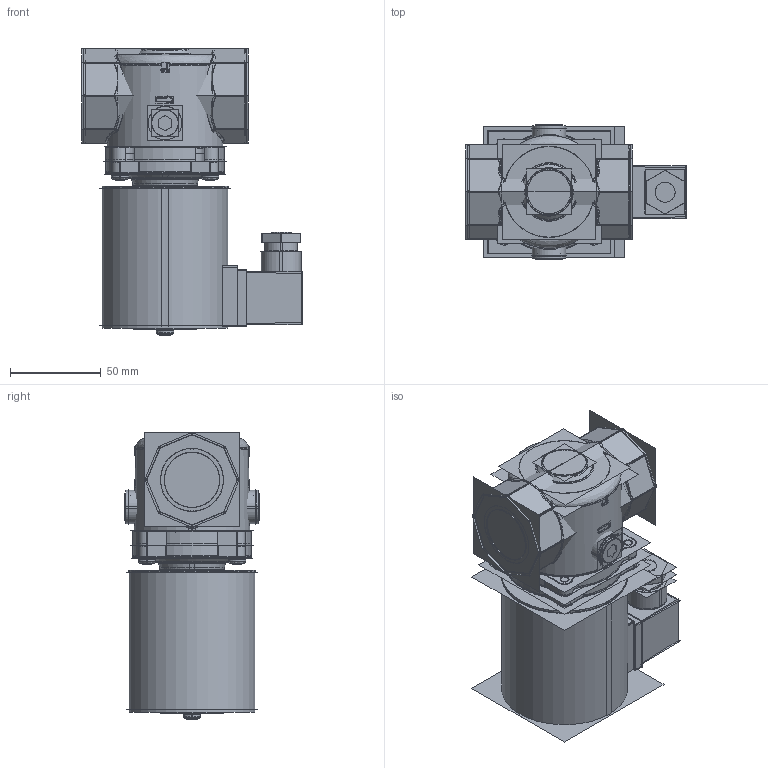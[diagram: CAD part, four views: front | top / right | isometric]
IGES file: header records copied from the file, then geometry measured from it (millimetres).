
Start section:  PTC IGES file: evp04.igs
Global section: file name: evp04.igs; native system: Creo Parametric by Parametric Technology Corporation; preprocessor: 2012130; author: Utente; organization: Unknown; date: 20150328.093930; units: millimetre
Bounding box: 121.16 x 74.04 x 157.65 mm (x, y, z)
Surface area: 273424.3 mm2 (no closed solid volume)
Topology: 0 solids, 0 shells, 1934 faces, 24873 edges, 32636 vertices
Faces by surface type: revolution 1122, bspline 812
